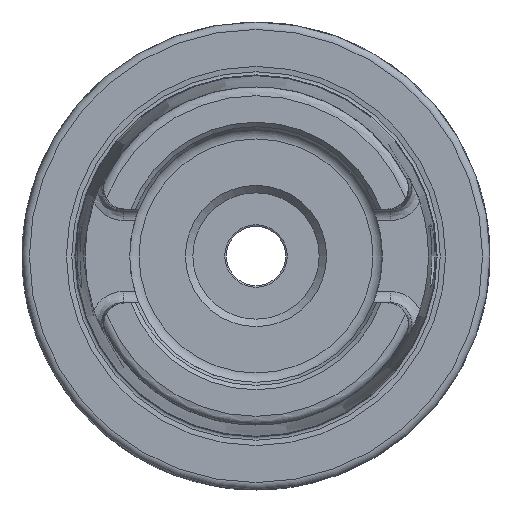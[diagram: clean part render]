
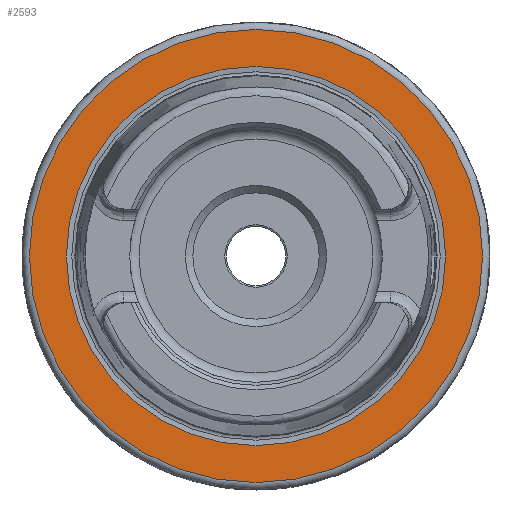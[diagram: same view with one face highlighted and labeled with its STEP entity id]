
A CAD part, left-side view. The second image highlights one B-rep face of the part: STEP entity #2593.
In plain terms, the highlighted planar face has unit normal (-1, 0, 0).
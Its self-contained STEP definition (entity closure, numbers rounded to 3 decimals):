
#97=PLANE('',#2899);
#285=FACE_OUTER_BOUND('',#613,.T.);
#449=CIRCLE('',#2897,25.521);
#450=CIRCLE('',#2898,25.521);
#451=CIRCLE('',#2900,30.5);
#452=CIRCLE('',#2901,30.5);
#467=FACE_BOUND('',#614,.T.);
#613=EDGE_LOOP('',(#2427,#2428));
#614=EDGE_LOOP('',(#2429,#2430));
#1213=VERTEX_POINT('',#6184);
#1214=VERTEX_POINT('',#6186);
#1215=VERTEX_POINT('',#6190);
#1216=VERTEX_POINT('',#6191);
#1619=EDGE_CURVE('',#1214,#1213,#449,.T.);
#1620=EDGE_CURVE('',#1213,#1214,#450,.T.);
#1621=EDGE_CURVE('',#1215,#1216,#451,.T.);
#1622=EDGE_CURVE('',#1216,#1215,#452,.T.);
#2427=ORIENTED_EDGE('',*,*,#1621,.F.);
#2428=ORIENTED_EDGE('',*,*,#1622,.F.);
#2429=ORIENTED_EDGE('',*,*,#1619,.T.);
#2430=ORIENTED_EDGE('',*,*,#1620,.T.);
#2593=ADVANCED_FACE('',(#285,#467),#97,.T.);
#2897=AXIS2_PLACEMENT_3D('',#6187,#3577,#3578);
#2898=AXIS2_PLACEMENT_3D('',#6188,#3579,#3580);
#2899=AXIS2_PLACEMENT_3D('',#6189,#3581,#3582);
#2900=AXIS2_PLACEMENT_3D('',#6192,#3583,#3584);
#2901=AXIS2_PLACEMENT_3D('',#6193,#3585,#3586);
#3577=DIRECTION('center_axis',(1.,0.,0.));
#3578=DIRECTION('ref_axis',(0.,0.,-1.));
#3579=DIRECTION('center_axis',(1.,0.,0.));
#3580=DIRECTION('ref_axis',(0.,0.,-1.));
#3581=DIRECTION('center_axis',(-1.,0.,0.));
#3582=DIRECTION('ref_axis',(0.,0.,1.));
#3583=DIRECTION('center_axis',(1.,0.,0.));
#3584=DIRECTION('ref_axis',(0.,0.,-1.));
#3585=DIRECTION('center_axis',(1.,0.,0.));
#3586=DIRECTION('ref_axis',(0.,0.,-1.));
#6184=CARTESIAN_POINT('',(0.,-25.521,0.));
#6186=CARTESIAN_POINT('',(0.,25.521,0.));
#6187=CARTESIAN_POINT('Origin',(0.,0.,
0.));
#6188=CARTESIAN_POINT('Origin',(0.,0.,
0.));
#6189=CARTESIAN_POINT('Origin',(0.,30.5,0.));
#6190=CARTESIAN_POINT('',(0.,30.5,0.));
#6191=CARTESIAN_POINT('',(0.,0.,30.5));
#6192=CARTESIAN_POINT('Origin',(0.,0.,
0.));
#6193=CARTESIAN_POINT('Origin',(0.,0.,
0.));
